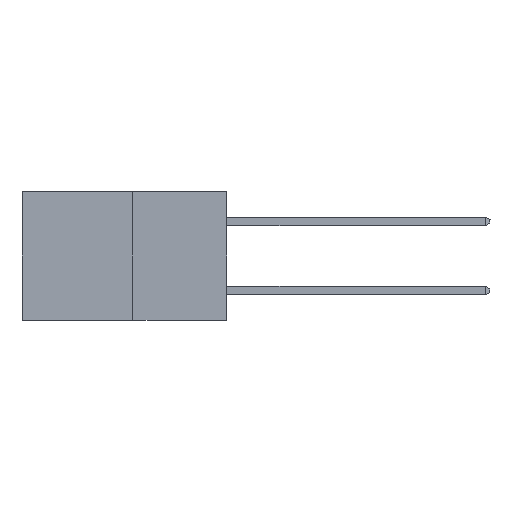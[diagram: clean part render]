
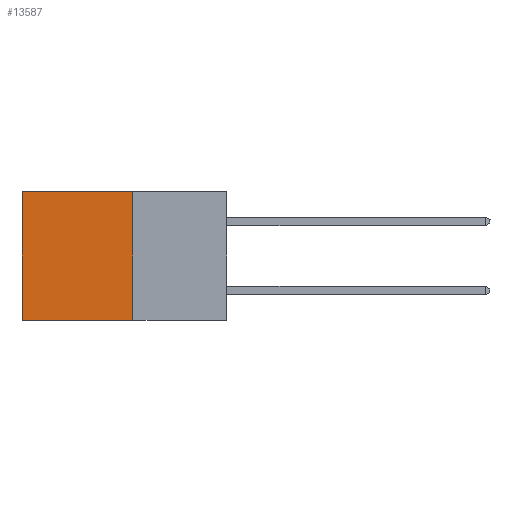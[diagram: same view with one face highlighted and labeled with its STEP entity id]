
A CAD part, left-side view. The second image highlights one B-rep face of the part: STEP entity #13587.
In plain terms, the highlighted planar face has unit normal (-1, 0, 0).
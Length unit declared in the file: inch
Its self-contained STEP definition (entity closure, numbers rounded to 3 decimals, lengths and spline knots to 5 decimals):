
#365 = ORIENTED_EDGE ( 'NONE', *, *, #14419, .F. ) ;
#555 = EDGE_CURVE ( 'NONE', #14097, #11010, #3606, .T. ) ;
#938 = VECTOR ( 'NONE', #3538, 39.37008 ) ;
#2435 = EDGE_LOOP ( 'NONE', ( #4662, #5363, #365, #7525 ) ) ;
#3444 = LINE ( 'NONE', #7717, #3835 ) ;
#3538 = DIRECTION ( 'NONE',  ( 0., 0., -1. ) ) ;
#3606 = LINE ( 'NONE', #13374, #13507 ) ;
#3835 = VECTOR ( 'NONE', #10212, 39.37008 ) ;
#4329 = VECTOR ( 'NONE', #15640, 39.37008 ) ;
#4662 = ORIENTED_EDGE ( 'NONE', *, *, #13356, .T. ) ;
#5161 = CARTESIAN_POINT ( 'NONE',  ( 0.277, 0.27, -0.37 ) ) ;
#5363 = ORIENTED_EDGE ( 'NONE', *, *, #7737, .F. ) ;
#5409 = CARTESIAN_POINT ( 'NONE',  ( 0.277, 0.59, -0.37 ) ) ;
#7512 = CARTESIAN_POINT ( 'NONE',  ( 0.277, 0.27, 0. ) ) ;
#7525 = ORIENTED_EDGE ( 'NONE', *, *, #555, .T. ) ;
#7604 = LINE ( 'NONE', #14429, #4329 ) ;
#7618 = LINE ( 'NONE', #12241, #938 ) ;
#7632 = DIRECTION ( 'NONE',  ( 0., 0., -1. ) ) ;
#7717 = CARTESIAN_POINT ( 'NONE',  ( 0.277, 0.27, -0.37 ) ) ;
#7737 = EDGE_CURVE ( 'NONE', #11529, #7815, #3444, .T. ) ;
#7742 = AXIS2_PLACEMENT_3D ( 'NONE', #5161, #15045, #7632 ) ;
#7815 = VERTEX_POINT ( 'NONE', #5409 ) ;
#8187 = FACE_OUTER_BOUND ( 'NONE', #2435, .T. ) ;
#10212 = DIRECTION ( 'NONE',  ( 0., 1., 0. ) ) ;
#11010 = VERTEX_POINT ( 'NONE', #12837 ) ;
#11376 = CARTESIAN_POINT ( 'NONE',  ( 0.277, 0.27, -0.37 ) ) ;
#11529 = VERTEX_POINT ( 'NONE', #11376 ) ;
#12241 = CARTESIAN_POINT ( 'NONE',  ( 0.277, 0.59, -0.37 ) ) ;
#12612 = PLANE ( 'NONE',  #7742 ) ;
#12837 = CARTESIAN_POINT ( 'NONE',  ( 0.277, 0.59, 0. ) ) ;
#13175 = DIRECTION ( 'NONE',  ( 0., 1., 0. ) ) ;
#13356 = EDGE_CURVE ( 'NONE', #11010, #7815, #7618, .T. ) ;
#13374 = CARTESIAN_POINT ( 'NONE',  ( 0.277, 0.27, 0. ) ) ;
#13507 = VECTOR ( 'NONE', #13175, 39.37008 ) ;
#13587 = ADVANCED_FACE ( 'NONE', ( #8187 ), #12612, .F. ) ;
#14097 = VERTEX_POINT ( 'NONE', #7512 ) ;
#14419 = EDGE_CURVE ( 'NONE', #14097, #11529, #7604, .T. ) ;
#14429 = CARTESIAN_POINT ( 'NONE',  ( 0.277, 0.27, -0.37 ) ) ;
#15045 = DIRECTION ( 'NONE',  ( 1., 0., 0. ) ) ;
#15640 = DIRECTION ( 'NONE',  ( 0., 0., -1. ) ) ;
